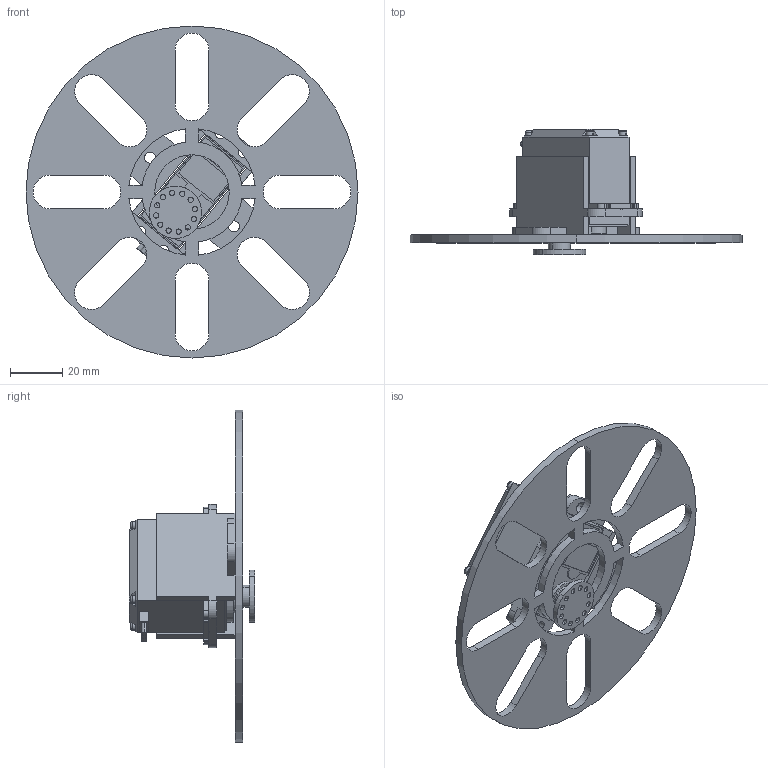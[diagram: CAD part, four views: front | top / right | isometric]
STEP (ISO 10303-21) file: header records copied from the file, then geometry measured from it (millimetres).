
FILE_DESCRIPTION (( 'STEP AP214' ), '1' );
FILE_NAME ('ServoMotorMountedAssembly.step', '2022-07-16T15:45:20', ( 'Windows User' ), ( '' ), 'SwSTEP 2.0', 'SolidWorks 2022', '' );
FILE_SCHEMA (( 'AUTOMOTIVE_DESIGN' ));
Length unit declared in the file: centimetre
Products named in the file (8): ServoMotorInterface; ServoMotorAssembly; ServoMotorRod; ServoMotorMountedAssembly; ServoMotorRodInterfaceAssembly; ServoMotorHolderMount; MG995Servo; ServoMotorHolder
Assembly tree (7 placements, depth 4):
  ServoMotorMountedAssembly
    ServoMotorHolderMount
    ServoMotorAssembly
      MG995Servo
      ServoMotorRodInterfaceAssembly
        ServoMotorInterface
        ServoMotorRod
    ServoMotorHolder
Bounding box: 127 x 47.9 x 127 mm (x, y, z)
Volume: 65136.4 mm3; surface area: 37144.9 mm2
Topology: 5 solids, 5 shells, 544 faces, 1431 edges, 907 vertices
Faces by surface type: plane 380, cylinder 152, torus 8, cone 4
Entity records: 17160 total; most frequent: DIRECTION 2980, CARTESIAN_POINT 2918, ORIENTED_EDGE 2862, EDGE_CURVE 1431, AXIS2_PLACEMENT_3D 1001, LINE 978, VECTOR 978, VERTEX_POINT 907
